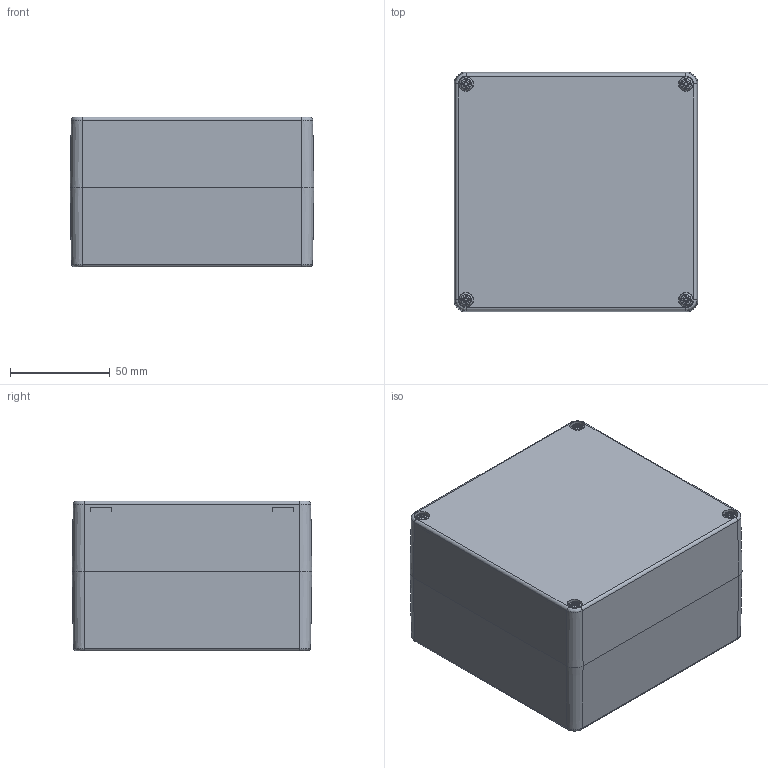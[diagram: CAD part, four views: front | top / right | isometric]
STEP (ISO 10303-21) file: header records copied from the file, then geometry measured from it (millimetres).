
FILE_DESCRIPTION (( 'STEP AP214' ), '1' );
FILE_NAME ('BBCC121275W.STEP', '2019-07-09T16:52:53', ( '' ), ( '' ), 'SwSTEP 2.0', 'SolidWorks 2018', '' );
FILE_SCHEMA (( 'AUTOMOTIVE_DESIGN' ));
Length unit declared in the file: inch
Products named in the file (1): BBCC121275W
Bounding box: 122 x 120 x 75.03 mm (x, y, z)
Volume: 224777.4 mm3; surface area: 148997.6 mm2
Topology: 11 solids, 11 shells, 1669 faces, 4082 edges, 2484 vertices
Faces by surface type: plane 611, cylinder 440, cone 368, bspline 242, torus 8
Full cylindrical faces by diameter (mm): 3.242 x4, 3.3 x4, 4 x4, 4.4 x4, 4.5 x8, 4.8 x4, 5.1 x4, 6.8 x4, 7 x4, 7.5 x4, 8 x4
Entity records: 79767 total; most frequent: CARTESIAN_POINT 21548, ORIENTED_EDGE 7820, DIRECTION 7240, EDGE_CURVE 3910, AXIS2_PLACEMENT_3D 2940, VERTEX_POINT 2426, EDGE_LOOP 1866, FACE_OUTER_BOUND 1751
